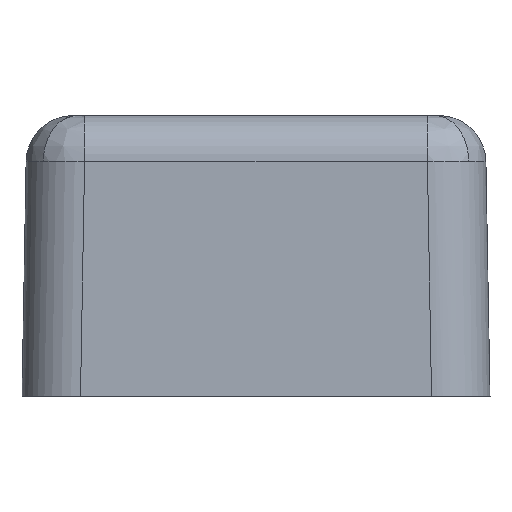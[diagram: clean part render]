
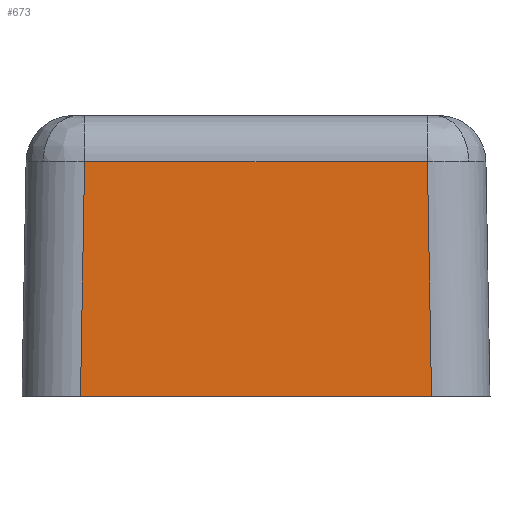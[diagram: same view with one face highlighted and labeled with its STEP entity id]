
A CAD part, left-side view. The second image highlights one B-rep face of the part: STEP entity #673.
In plain terms, the highlighted planar face has unit normal (-1, 0, 0.018).
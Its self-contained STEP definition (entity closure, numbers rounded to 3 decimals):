
#13 = ORIENTED_EDGE ( 'NONE', *, *, #7261, .T. ) ;
#547 = VERTEX_POINT ( 'NONE', #3311 ) ;
#646 = LINE ( 'NONE', #2153, #7252 ) ;
#673 = ADVANCED_FACE ( 'NONE', ( #1336 ), #1283, .T. ) ;
#710 = CARTESIAN_POINT ( 'NONE',  ( -20., 7.5, 0. ) ) ;
#825 = CARTESIAN_POINT ( 'NONE',  ( -20.001, -7.501, -0.044 ) ) ;
#1107 = DIRECTION ( 'NONE',  ( 0.017, 0.017, 1. ) ) ;
#1235 = DIRECTION ( 'NONE',  ( 0.017, 0., 1. ) ) ;
#1251 = DIRECTION ( 'NONE',  ( -1., 0., 0.017 ) ) ;
#1283 = PLANE ( 'NONE',  #1920 ) ;
#1336 = FACE_OUTER_BOUND ( 'NONE', #5492, .T. ) ;
#1433 = CARTESIAN_POINT ( 'NONE',  ( -20., -10., 0. ) ) ;
#1697 = EDGE_CURVE ( 'NONE', #547, #2713, #2551, .T. ) ;
#1920 = AXIS2_PLACEMENT_3D ( 'NONE', #1433, #1251, #1235 ) ;
#2037 = DIRECTION ( 'NONE',  ( -0.017, 0.017, -1. ) ) ;
#2153 = CARTESIAN_POINT ( 'NONE',  ( -19.995, 7.495, 0.305 ) ) ;
#2203 = CARTESIAN_POINT ( 'NONE',  ( -19.825, -7.325, 10.035 ) ) ;
#2485 = ORIENTED_EDGE ( 'NONE', *, *, #6132, .T. ) ;
#2502 = VECTOR ( 'NONE', #1107, 1000. ) ;
#2551 = LINE ( 'NONE', #825, #2502 ) ;
#2713 = VERTEX_POINT ( 'NONE', #2203 ) ;
#2934 = VERTEX_POINT ( 'NONE', #710 ) ;
#3242 = ORIENTED_EDGE ( 'NONE', *, *, #1697, .T. ) ;
#3311 = CARTESIAN_POINT ( 'NONE',  ( -20., -7.5, 0. ) ) ;
#5460 = EDGE_CURVE ( 'NONE', #5933, #2934, #646, .T. ) ;
#5492 = EDGE_LOOP ( 'NONE', ( #3242, #13, #7120, #2485 ) ) ;
#5933 = VERTEX_POINT ( 'NONE', #5992 ) ;
#5992 = CARTESIAN_POINT ( 'NONE',  ( -19.825, 7.325, 10.035 ) ) ;
#6132 = EDGE_CURVE ( 'NONE', #2934, #547, #7230, .T. ) ;
#6861 = CARTESIAN_POINT ( 'NONE',  ( -20., -10., 0. ) ) ;
#7120 = ORIENTED_EDGE ( 'NONE', *, *, #5460, .T. ) ;
#7230 = LINE ( 'NONE', #6861, #7313 ) ;
#7252 = VECTOR ( 'NONE', #2037, 1000. ) ;
#7261 = EDGE_CURVE ( 'NONE', #2713, #5933, #7469, .T. ) ;
#7268 = DIRECTION ( 'NONE',  ( 0., -1., 0. ) ) ;
#7296 = CARTESIAN_POINT ( 'NONE',  ( -19.825, 7.291, 10.035 ) ) ;
#7313 = VECTOR ( 'NONE', #7268, 1000. ) ;
#7375 = DIRECTION ( 'NONE',  ( 0., 1., 0. ) ) ;
#7469 = LINE ( 'NONE', #7296, #7582 ) ;
#7582 = VECTOR ( 'NONE', #7375, 1000. ) ;
